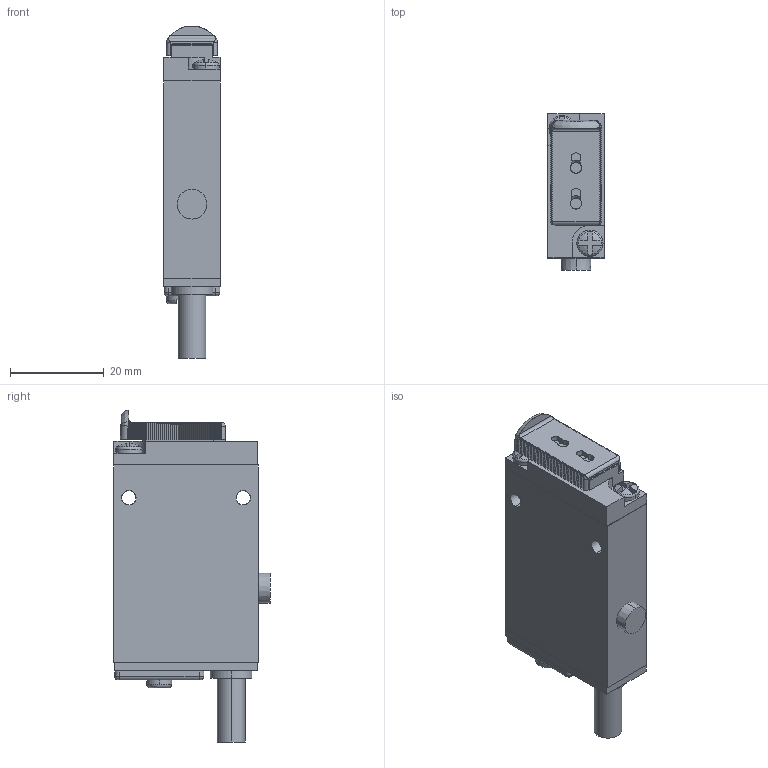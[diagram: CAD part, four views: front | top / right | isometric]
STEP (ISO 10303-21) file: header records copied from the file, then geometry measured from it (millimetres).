
FILE_DESCRIPTION((''),'2;1');
FILE_NAME('154479_SM01_ASM','2025-09-17T11:01:29',('banengservice'),('BANNER ENGINEERING'),'CREO PARAMETRIC BY PTC INC, 2022414','CREO PARAMETRIC BY PTC INC, 2022414','');
FILE_SCHEMA(('CONFIG_CONTROL_DESIGN'));
Products named in the file (3): 154479_EP01; 09460_WEB; 154479_SM01_ASM
Assembly tree (2 placements, depth 2):
  154479_SM01_ASM
    154479_EP01
    09460_WEB
Bounding box: 12.04 x 33.32 x 70.84 mm (x, y, z)
Volume: 20386.2 mm3; surface area: 7521.3 mm2
Topology: 2 solids, 2 shells, 485 faces, 1358 edges, 890 vertices
Faces by surface type: plane 289, cylinder 152, cone 20, bspline 9, sphere 8, torus 7
Entity records: 16268 total; most frequent: CARTESIAN_POINT 4014, ORIENTED_EDGE 2716, DIRECTION 2273, EDGE_CURVE 1358, VECTOR 943, LINE 943, VERTEX_POINT 890, AXIS2_PLACEMENT_3D 665
